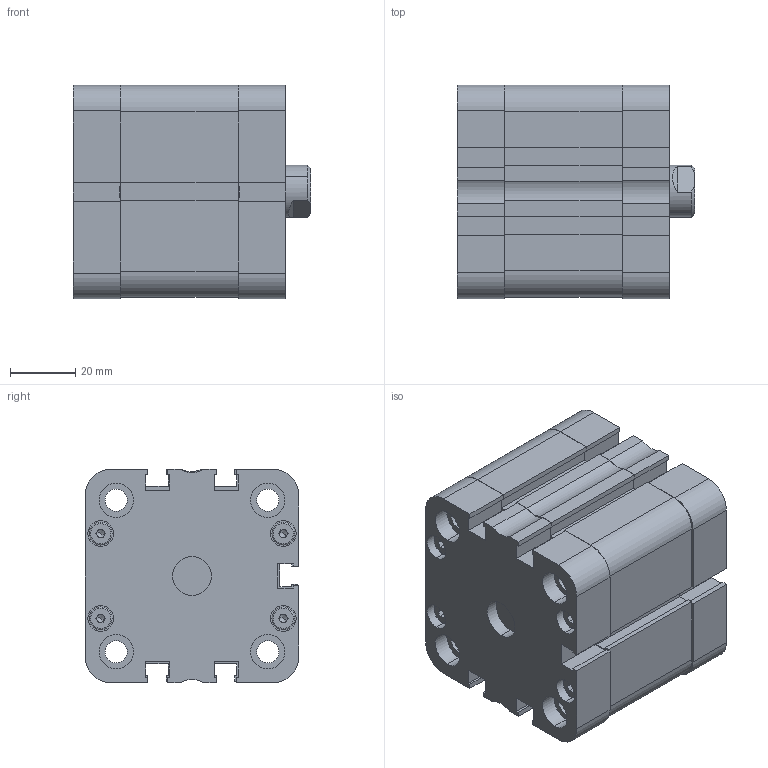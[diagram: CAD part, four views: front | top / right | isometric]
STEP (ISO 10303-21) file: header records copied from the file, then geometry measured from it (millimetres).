
FILE_DESCRIPTION (( 'STEP AP214' ), '1' );
FILE_NAME ('SM_003_050_0020_NP.STEP', '2019-11-06T14:30:28', ( '' ), ( '' ), 'SwSTEP 2.0', 'SolidWorks 2019', '' );
FILE_SCHEMA (( 'AUTOMOTIVE_DESIGN' ));
Length unit declared in the file: millimetre
Products named in the file (20): Kopia Magnes^T³ok kpl_SM_Magnes D050; Kopia SMART - U. typ Oring - pokrywa^Pokrywa tyｳ kpl_SM_U. typ Oring - D050; Kopia Pierœcieñ prowadz¹cy^T³ok kpl_SM_Pier˜cieä prowadz¥cy D050; T³oczysko^SM_Tˆoczysko - D050; Kopia SMART - U. t硂ka wklejana^T硂k kpl_SM_U. t坥ka wklejana - D050; Kopia Pokrywa ty³^Pokrywa ty³ kpl_SM_Smart - Pok tyˆ - D050; Kopia SMART - U. typ Oring - pokrywa^Pokrywa przód kpl_SM_U. typ Oring - D050; SM_003_050_0020_NP; Kopia Pokrywa przód^Pokrywa przód kpl_SM_Smart - Pok prz¢d - D050; Kopia SMART - U. t硂ka lu焠a^T硂k kpl_SM_U. t坥ka lu玭a - D050; Tuleja^SM_Tuleja - D050; socket head thin cap screw_din_DIN 7984 - M4 x 18 --- 15.9N; Kopia SMART - U. t³oczyska^Pokrywa przód kpl_SM_U. tˆoczyska - D050; Kopia SMART - U. t³oka S^T³ok kpl_SM_U. tˆoka S - D050; socket head thin cap screw_din_DIN 7984 - M8 x 25 --- 21.25N; Pokrywa ty³ kpl^SM_Pok tyˆ - D050; T硂k kpl^SM_T坥k kpl - D050; Kopia T硂k^T硂k kpl_SM_T坥k - D050; Kopia Tuleja prowadz¹ca^Pokrywa przód kpl_SM_Tuleja prowadz¥ca - D050; Pokrywa przód kpl^SM_Pokrywa prz¢d kpl - D050
Assembly tree (26 placements, depth 3):
  SM_003_050_0020_NP
    Pokrywa przód kpl^SM_Pokrywa prz¢d kpl - D050
      Kopia Pokrywa przód^Pokrywa przód kpl_SM_Smart - Pok prz¢d - D050
      Kopia SMART - U. typ Oring - pokrywa^Pokrywa przód kpl_SM_U. typ Oring - D050
      Kopia Tuleja prowadz¹ca^Pokrywa przód kpl_SM_Tuleja prowadz¥ca - D050
      Kopia SMART - U. t³oczyska^Pokrywa przód kpl_SM_U. tˆoczyska - D050
    Tuleja^SM_Tuleja - D050
    Pokrywa ty³ kpl^SM_Pok tyˆ - D050
      Kopia Pokrywa ty³^Pokrywa ty³ kpl_SM_Smart - Pok tyˆ - D050
      Kopia SMART - U. typ Oring - pokrywa^Pokrywa tyｳ kpl_SM_U. typ Oring - D050
    T硂k kpl^SM_T坥k kpl - D050
      Kopia T硂k^T硂k kpl_SM_T坥k - D050
      Kopia Magnes^T³ok kpl_SM_Magnes D050
      Kopia Pierœcieñ prowadz¹cy^T³ok kpl_SM_Pier˜cieä prowadz¥cy D050
      Kopia SMART - U. t硂ka lu焠a^T硂k kpl_SM_U. t坥ka lu玭a - D050
      Kopia SMART - U. t硂ka wklejana^T硂k kpl_SM_U. t坥ka wklejana - D050
      Kopia SMART - U. t³oka S^T³ok kpl_SM_U. tˆoka S - D050
    T³oczysko^SM_Tˆoczysko - D050
    socket head thin cap screw_din_DIN 7984 - M4 x 18 --- 15.9N  x8
    socket head thin cap screw_din_DIN 7984 - M8 x 25 --- 21.25N
Bounding box: 72.7 x 65.5 x 65.5 mm (x, y, z)
Volume: 161459.3 mm3; surface area: 104088.6 mm2
Topology: 24 solids, 24 shells, 1064 faces, 2626 edges, 1686 vertices
Faces by surface type: plane 527, cylinder 322, bspline 102, cone 77, torus 36
Entity records: 32823 total; most frequent: CARTESIAN_POINT 10581, ORIENTED_EDGE 4432, DIRECTION 4285, EDGE_CURVE 2216, AXIS2_PLACEMENT_3D 1490, VERTEX_POINT 1455, VECTOR 1305, LINE 1305
